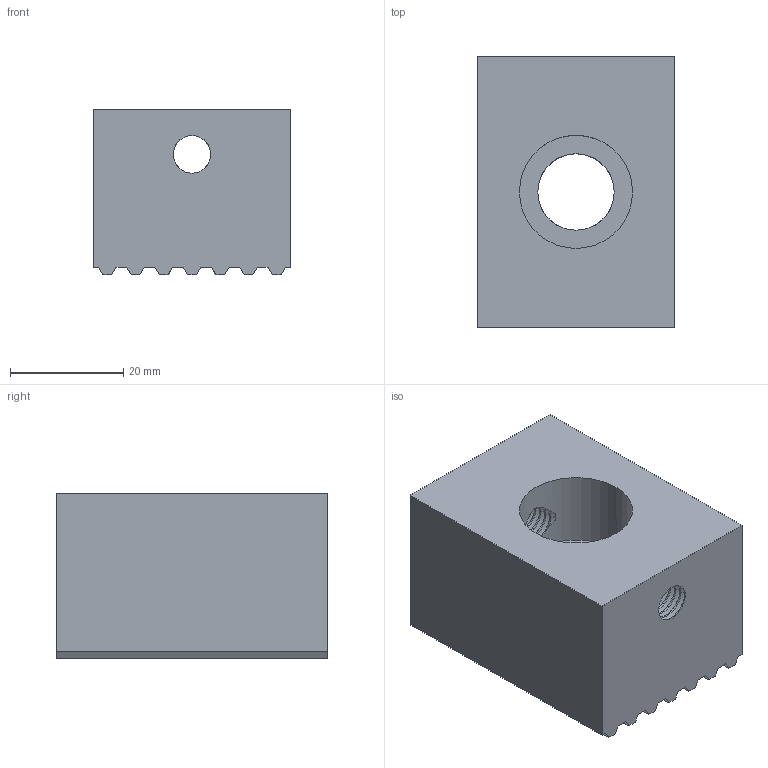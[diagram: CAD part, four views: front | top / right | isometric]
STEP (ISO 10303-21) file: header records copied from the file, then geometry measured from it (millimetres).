
FILE_DESCRIPTION(('STEP AP203'),'1');
FILE_NAME('halderv_eh_1582_600.stp','2014-04-28T17:21:11',('TraceParts'),('TraceParts S.A.'),'XStep 1.0',' ',' ');
FILE_SCHEMA(('CONFIG_CONTROL_DESIGN'));
Length unit declared in the file: millimetre
Products named in the file (1): 1
Bounding box: 35 x 48 x 29.3 mm (x, y, z)
Volume: 40451.1 mm3; surface area: 10640.9 mm2
Topology: 1 solids, 1 shells, 298 faces, 656 edges, 360 vertices
Faces by surface type: torus 100, cone 98, cylinder 54, plane 46
Entity records: 8428 total; most frequent: CARTESIAN_POINT 1665, DIRECTION 1600, ORIENTED_EDGE 1312, AXIS2_PLACEMENT_3D 673, EDGE_CURVE 656, CIRCLE 362, VERTEX_POINT 360, EDGE_LOOP 304
